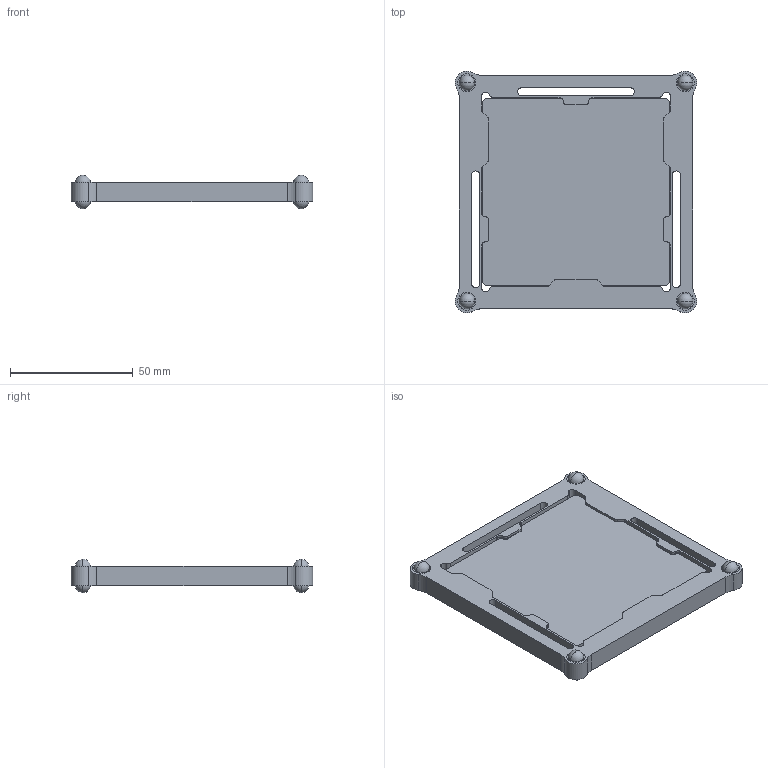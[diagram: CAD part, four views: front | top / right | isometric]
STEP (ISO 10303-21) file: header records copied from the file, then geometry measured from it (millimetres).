
FILE_DESCRIPTION (( 'STEP AP214' ), '1' );
FILE_NAME ('CGH-S3-C3_A.STEP', '2023-03-22T11:42:45', ( '' ), ( '' ), 'SwSTEP 2.0', 'SolidWorks 2022', '' );
FILE_SCHEMA (( 'AUTOMOTIVE_DESIGN' ));
Length unit declared in the file: inch
Products named in the file (1): CGH-S3-C3_A
Bounding box: 98.42 x 98.42 x 13.67 mm (x, y, z)
Surface area: 27790.5 mm2 (no closed solid volume)
Topology: 0 solids, 27 shells, 156 faces, 512 edges, 372 vertices
Faces by surface type: cylinder 78, plane 62, sphere 16
Entity records: 7463 total; most frequent: DIRECTION 1006, CARTESIAN_POINT 977, ORIENTED_EDGE 800, EDGE_CURVE 472, AXIS2_PLACEMENT_3D 377, VERTEX_POINT 348, LINE 252, VECTOR 252
